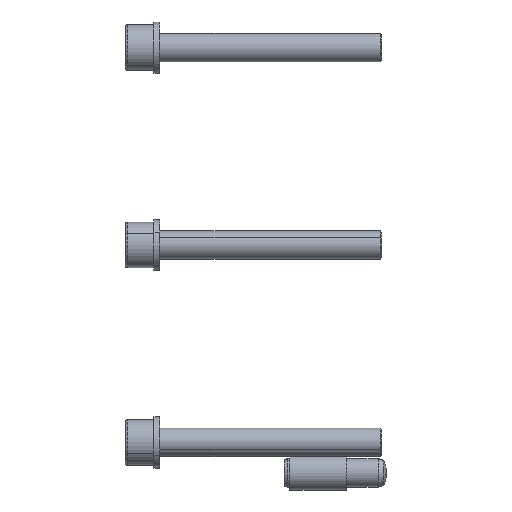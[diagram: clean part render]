
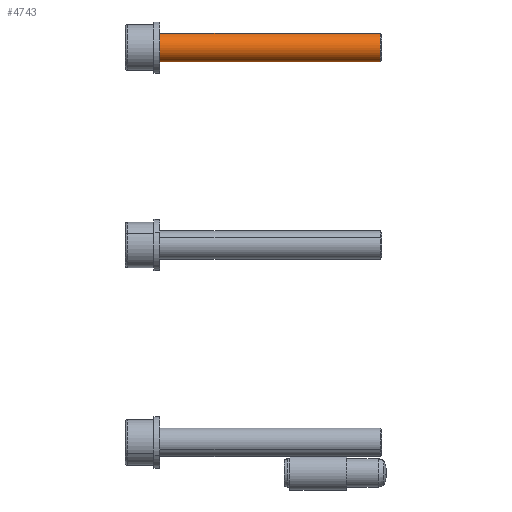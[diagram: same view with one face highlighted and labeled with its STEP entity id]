
A CAD part, left-side view. The second image highlights one B-rep face of the part: STEP entity #4743.
In plain terms, the highlighted cylindrical face has radius 5 mm (diameter 10 mm), a partial arc.
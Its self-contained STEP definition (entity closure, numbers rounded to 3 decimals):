
#77 = CIRCLE ( 'NONE', #189, 5. ) ;
#170 = DIRECTION ( 'NONE',  ( 0., -1., 0. ) ) ;
#189 = AXIS2_PLACEMENT_3D ( 'NONE', #5064, #5907, #5779 ) ;
#346 = CARTESIAN_POINT ( 'NONE',  ( -40., -11.75, 69.282 ) ) ;
#525 = FACE_OUTER_BOUND ( 'NONE', #5732, .T. ) ;
#942 = AXIS2_PLACEMENT_3D ( 'NONE', #346, #1471, #5782 ) ;
#1056 = EDGE_CURVE ( 'NONE', #5658, #5693, #4481, .T. ) ;
#1408 = DIRECTION ( 'NONE',  ( 0., -1., 0. ) ) ;
#1471 = DIRECTION ( 'NONE',  ( 0., 1., 0. ) ) ;
#1527 = ORIENTED_EDGE ( 'NONE', *, *, #7171, .F. ) ;
#1620 = CYLINDRICAL_SURFACE ( 'NONE', #5688, 5. ) ;
#1799 = EDGE_CURVE ( 'NONE', #5693, #6483, #4373, .T. ) ;
#2587 = CARTESIAN_POINT ( 'NONE',  ( -40., 67.75, 74.282 ) ) ;
#2659 = EDGE_CURVE ( 'NONE', #3410, #5658, #77, .T. ) ;
#3410 = VERTEX_POINT ( 'NONE', #2587 ) ;
#3493 = ORIENTED_EDGE ( 'NONE', *, *, #1056, .T. ) ;
#3510 = CARTESIAN_POINT ( 'NONE',  ( -40., -11.75, 74.282 ) ) ;
#3689 = LINE ( 'NONE', #5300, #4058 ) ;
#3709 = DIRECTION ( 'NONE',  ( 0., 0., 1. ) ) ;
#3745 = DIRECTION ( 'NONE',  ( 0., -1., 0. ) ) ;
#4058 = VECTOR ( 'NONE', #1408, 1000. ) ;
#4281 = CARTESIAN_POINT ( 'NONE',  ( -40., 67.75, 64.282 ) ) ;
#4338 = ORIENTED_EDGE ( 'NONE', *, *, #2659, .T. ) ;
#4373 = CIRCLE ( 'NONE', #942, 5. ) ;
#4387 = CARTESIAN_POINT ( 'NONE',  ( -40., -11.75, 64.282 ) ) ;
#4481 = LINE ( 'NONE', #6101, #6857 ) ;
#4743 = ADVANCED_FACE ( 'NONE', ( #525 ), #1620, .T. ) ;
#5064 = CARTESIAN_POINT ( 'NONE',  ( -40., 67.75, 69.282 ) ) ;
#5300 = CARTESIAN_POINT ( 'NONE',  ( -40., -12.25, 74.282 ) ) ;
#5658 = VERTEX_POINT ( 'NONE', #4281 ) ;
#5688 = AXIS2_PLACEMENT_3D ( 'NONE', #6012, #3745, #3709 ) ;
#5693 = VERTEX_POINT ( 'NONE', #4387 ) ;
#5732 = EDGE_LOOP ( 'NONE', ( #4338, #3493, #5979, #1527 ) ) ;
#5779 = DIRECTION ( 'NONE',  ( 0., 0., 1. ) ) ;
#5782 = DIRECTION ( 'NONE',  ( 0., 0., 1. ) ) ;
#5907 = DIRECTION ( 'NONE',  ( 0., -1., 0. ) ) ;
#5979 = ORIENTED_EDGE ( 'NONE', *, *, #1799, .T. ) ;
#6012 = CARTESIAN_POINT ( 'NONE',  ( -40., -12.25, 69.282 ) ) ;
#6101 = CARTESIAN_POINT ( 'NONE',  ( -40., -12.25, 64.282 ) ) ;
#6483 = VERTEX_POINT ( 'NONE', #3510 ) ;
#6857 = VECTOR ( 'NONE', #170, 1000. ) ;
#7171 = EDGE_CURVE ( 'NONE', #3410, #6483, #3689, .T. ) ;
